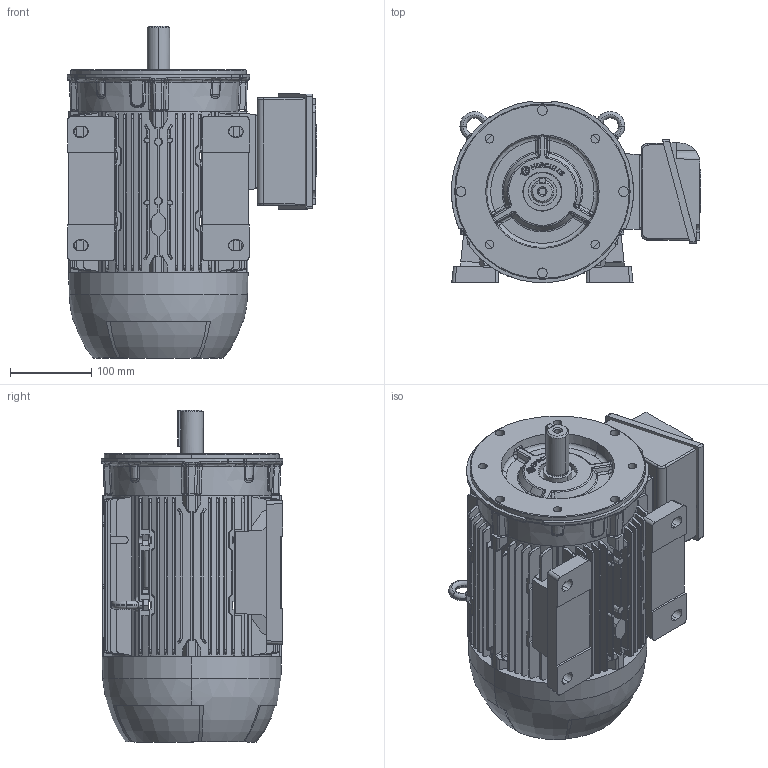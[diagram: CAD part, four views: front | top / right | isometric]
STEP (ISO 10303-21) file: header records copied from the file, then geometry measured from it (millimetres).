
FILE_DESCRIPTION (( 'STEP AP203' ), '1' );
FILE_NAME ('112S_CP_FC_LEFT.STEP', '2022-06-28T19:58:48', ( '' ), ( '' ), 'SwSTEP 2.0', 'SolidWorks 2020', '' );
FILE_SCHEMA (( 'CONFIG_CONTROL_DESIGN' ));
Products named in the file (1): 112S_CP_FC_LEFT
Bounding box: 306.67 x 223.45 x 408.5 mm (x, y, z)
Surface area: 734595.6 mm2 (no closed solid volume)
Topology: 0 solids, 18 shells, 1831 faces, 5656 edges, 3795 vertices
Faces by surface type: plane 918, cylinder 383, cone 220, bspline 213, torus 95, sphere 2
Entity records: 72656 total; most frequent: CARTESIAN_POINT 27109, ORIENTED_EDGE 10011, DIRECTION 8189, EDGE_CURVE 5623, VERTEX_POINT 3795, LINE 2955, VECTOR 2955, AXIS2_PLACEMENT_3D 2617
